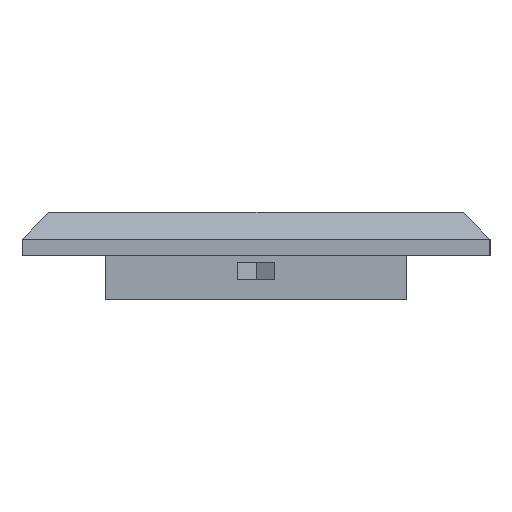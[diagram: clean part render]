
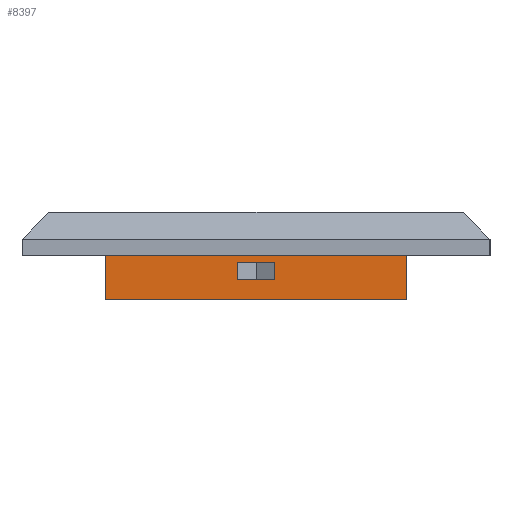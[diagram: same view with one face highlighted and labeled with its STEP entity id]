
A CAD part, left-side view. The second image highlights one B-rep face of the part: STEP entity #8397.
In plain terms, the highlighted planar face has unit normal (-1, 0, 0).
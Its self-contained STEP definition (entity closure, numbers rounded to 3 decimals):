
#600=FACE_BOUND('',#1508,.T.);
#1029=FACE_OUTER_BOUND('',#1507,.T.);
#1507=EDGE_LOOP('',(#7608,#7609,#7610,#7611));
#1508=EDGE_LOOP('',(#7612,#7613,#7614,#7615));
#1556=LINE('',#10514,#2410);
#1624=LINE('',#10688,#2478);
#2343=LINE('',#14056,#3197);
#2346=LINE('',#14062,#3200);
#2363=LINE('',#14100,#3217);
#2366=LINE('',#14105,#3220);
#2367=LINE('',#14110,#3221);
#2368=LINE('',#14111,#3222);
#2410=VECTOR('',#8865,10.);
#2478=VECTOR('',#8979,10.);
#3197=VECTOR('',#10352,10.);
#3200=VECTOR('',#10357,10.);
#3217=VECTOR('',#10396,10.);
#3220=VECTOR('',#10403,10.);
#3221=VECTOR('',#10408,10.);
#3222=VECTOR('',#10409,10.);
#3258=VERTEX_POINT('',#10511);
#3259=VERTEX_POINT('',#10513);
#3342=VERTEX_POINT('',#10687);
#4019=VERTEX_POINT('',#14044);
#4024=VERTEX_POINT('',#14054);
#4026=VERTEX_POINT('',#14060);
#4036=VERTEX_POINT('',#14099);
#4038=VERTEX_POINT('',#14109);
#4074=EDGE_CURVE('',#3258,#3259,#1556,.T.);
#4161=EDGE_CURVE('',#3342,#3259,#1624,.T.);
#5219=EDGE_CURVE('',#4019,#4024,#2343,.T.);
#5222=EDGE_CURVE('',#4024,#4026,#2346,.T.);
#5240=EDGE_CURVE('',#4036,#4019,#2363,.T.);
#5243=EDGE_CURVE('',#4026,#4036,#2366,.T.);
#5245=EDGE_CURVE('',#4038,#3258,#2367,.T.);
#5246=EDGE_CURVE('',#3342,#4038,#2368,.T.);
#7608=ORIENTED_EDGE('',*,*,#4074,.F.);
#7609=ORIENTED_EDGE('',*,*,#5245,.F.);
#7610=ORIENTED_EDGE('',*,*,#5246,.F.);
#7611=ORIENTED_EDGE('',*,*,#4161,.T.);
#7612=ORIENTED_EDGE('',*,*,#5222,.T.);
#7613=ORIENTED_EDGE('',*,*,#5243,.T.);
#7614=ORIENTED_EDGE('',*,*,#5240,.T.);
#7615=ORIENTED_EDGE('',*,*,#5219,.T.);
#7962=PLANE('',#8805);
#8397=ADVANCED_FACE('',(#1029,#600),#7962,.T.);
#8805=AXIS2_PLACEMENT_3D('',#14108,#10406,#10407);
#8865=DIRECTION('',(0.,1.,0.));
#8979=DIRECTION('',(0.,0.,-1.));
#10352=DIRECTION('',(0.,1.,0.));
#10357=DIRECTION('',(0.,0.,1.));
#10396=DIRECTION('',(0.,0.,-1.));
#10403=DIRECTION('',(0.,-1.,0.));
#10406=DIRECTION('center_axis',(-1.,0.,0.));
#10407=DIRECTION('ref_axis',(0.,1.,0.));
#10408=DIRECTION('',(0.,0.,-1.));
#10409=DIRECTION('',(0.,-1.,0.));
#10511=CARTESIAN_POINT('',(-22.,-68.2,-6.523));
#10513=CARTESIAN_POINT('',(-22.,-23.2,-6.523));
#10514=CARTESIAN_POINT('',(-22.,-23.2,-6.523));
#10687=CARTESIAN_POINT('',(-22.,-23.2,4.445));
#10688=CARTESIAN_POINT('',(-22.,-23.2,6.477));
#14044=CARTESIAN_POINT('',(-22.,-48.5,-3.523));
#14054=CARTESIAN_POINT('',(-22.,-42.9,-3.523));
#14056=CARTESIAN_POINT('',(-22.,-53.2,-3.523));
#14060=CARTESIAN_POINT('',(-22.,-42.9,-0.923));
#14062=CARTESIAN_POINT('',(-22.,-42.9,-0.023));
#14099=CARTESIAN_POINT('',(-22.,-48.5,-0.923));
#14100=CARTESIAN_POINT('',(-22.,-48.5,-0.023));
#14105=CARTESIAN_POINT('',(-22.,-56.95,-0.923));
#14108=CARTESIAN_POINT('Origin',(-22.,-68.2,6.477));
#14109=CARTESIAN_POINT('',(-22.,-68.2,4.445));
#14110=CARTESIAN_POINT('',(-22.,-68.2,6.477));
#14111=CARTESIAN_POINT('',(-22.,-56.95,4.445));
